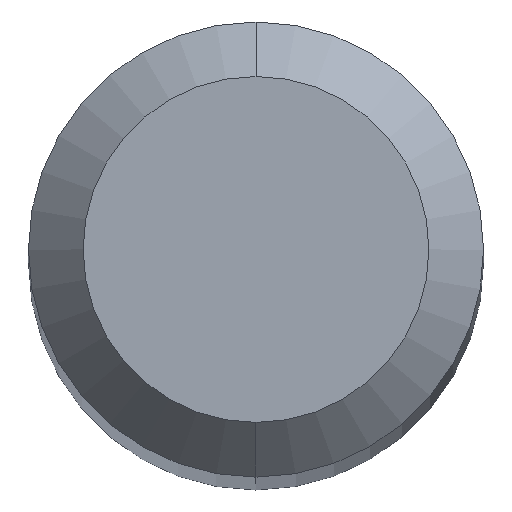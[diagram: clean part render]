
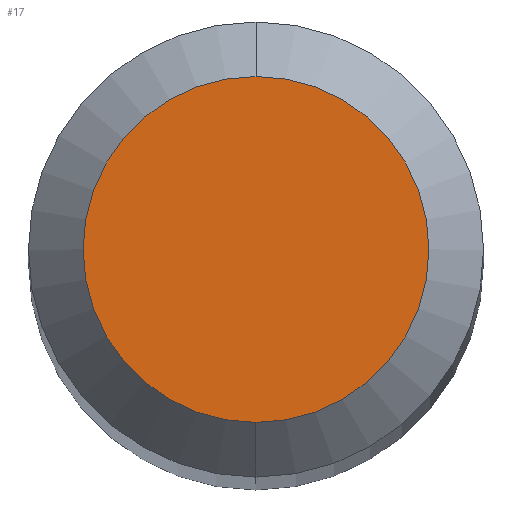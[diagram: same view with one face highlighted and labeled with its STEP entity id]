
A CAD part, top view. The second image highlights one B-rep face of the part: STEP entity #17.
In plain terms, the highlighted planar face has unit normal (0, 0, 1).
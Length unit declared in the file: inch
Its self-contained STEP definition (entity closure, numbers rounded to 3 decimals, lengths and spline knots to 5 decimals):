
#11 = DIRECTION ( 'NONE',  ( 0., 1., 0. ) ) ;
#17 = ADVANCED_FACE ( 'NONE', ( #455 ), #263, .F. ) ;
#60 = DIRECTION ( 'NONE',  ( 0., 0., 1. ) ) ;
#95 = CIRCLE ( 'NONE', #243, 0.0475 ) ;
#98 = CARTESIAN_POINT ( 'NONE',  ( 0., 0.0475, 0. ) ) ;
#99 = CARTESIAN_POINT ( 'NONE',  ( 0., -0.0475, 0. ) ) ;
#129 = ORIENTED_EDGE ( 'NONE', *, *, #202, .T. ) ;
#138 = DIRECTION ( 'NONE',  ( 0., 0., -1. ) ) ;
#160 = ORIENTED_EDGE ( 'NONE', *, *, #395, .T. ) ;
#161 = AXIS2_PLACEMENT_3D ( 'NONE', #294, #60, #181 ) ;
#181 = DIRECTION ( 'NONE',  ( 0., -1., 0. ) ) ;
#202 = EDGE_CURVE ( 'NONE', #228, #368, #95, .T. ) ;
#215 = CARTESIAN_POINT ( 'NONE',  ( 0., 0.0475, 0. ) ) ;
#228 = VERTEX_POINT ( 'NONE', #99 ) ;
#243 = AXIS2_PLACEMENT_3D ( 'NONE', #407, #471, #279 ) ;
#251 = CIRCLE ( 'NONE', #161, 0.0475 ) ;
#263 = PLANE ( 'NONE',  #475 ) ;
#279 = DIRECTION ( 'NONE',  ( 0., -1., 0. ) ) ;
#294 = CARTESIAN_POINT ( 'NONE',  ( 0., 0., 0. ) ) ;
#345 = EDGE_LOOP ( 'NONE', ( #160, #129 ) ) ;
#368 = VERTEX_POINT ( 'NONE', #98 ) ;
#395 = EDGE_CURVE ( 'NONE', #368, #228, #251, .T. ) ;
#407 = CARTESIAN_POINT ( 'NONE',  ( 0., 0., 0. ) ) ;
#455 = FACE_OUTER_BOUND ( 'NONE', #345, .T. ) ;
#471 = DIRECTION ( 'NONE',  ( 0., 0., 1. ) ) ;
#475 = AXIS2_PLACEMENT_3D ( 'NONE', #215, #138, #11 ) ;
